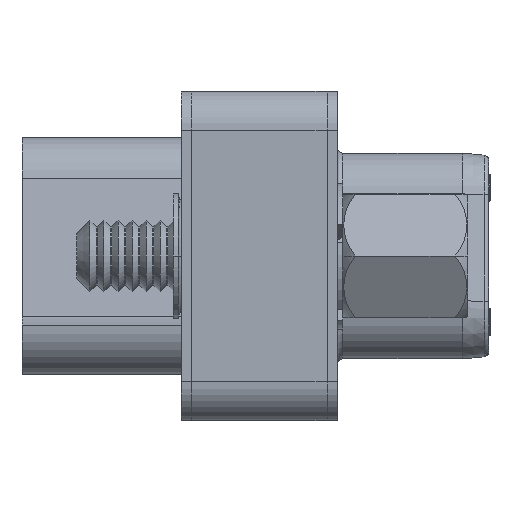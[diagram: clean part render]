
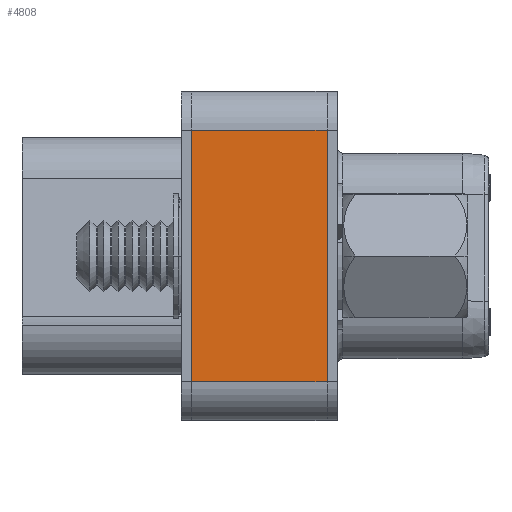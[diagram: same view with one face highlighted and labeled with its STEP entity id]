
A CAD part, left-side view. The second image highlights one B-rep face of the part: STEP entity #4808.
In plain terms, the highlighted planar face has unit normal (-1, 0, 0).
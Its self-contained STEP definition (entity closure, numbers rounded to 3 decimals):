
#529 = VECTOR ( 'NONE', #34091, 1000. ) ;
#553 = CARTESIAN_POINT ( 'NONE',  ( -26.675, 2.6, 4.825 ) ) ;
#954 = LINE ( 'NONE', #35772, #34296 ) ;
#1540 = ORIENTED_EDGE ( 'NONE', *, *, #16611, .F. ) ;
#3498 = VERTEX_POINT ( 'NONE', #17093 ) ;
#3615 = VERTEX_POINT ( 'NONE', #21213 ) ;
#4418 = VECTOR ( 'NONE', #18176, 1000. ) ;
#4808 = ADVANCED_FACE ( 'NONE', ( #26425 ), #21643, .F. ) ;
#6559 = ORIENTED_EDGE ( 'NONE', *, *, #17815, .F. ) ;
#9573 = LINE ( 'NONE', #553, #529 ) ;
#12510 = DIRECTION ( 'NONE',  ( 0., 0., 1. ) ) ;
#13556 = VERTEX_POINT ( 'NONE', #28044 ) ;
#15197 = ORIENTED_EDGE ( 'NONE', *, *, #23166, .T. ) ;
#15386 = CARTESIAN_POINT ( 'NONE',  ( -26.675, 2.6, 4.825 ) ) ;
#16606 = DIRECTION ( 'NONE',  ( 0., 0., -1. ) ) ;
#16611 = EDGE_CURVE ( 'NONE', #37508, #3498, #31058, .T. ) ;
#16740 = DIRECTION ( 'NONE',  ( 1., 0., 0. ) ) ;
#17093 = CARTESIAN_POINT ( 'NONE',  ( -26.675, 2.6, 4.825 ) ) ;
#17391 = CARTESIAN_POINT ( 'NONE',  ( -26.675, 2.6, 4.825 ) ) ;
#17550 = DIRECTION ( 'NONE',  ( 0., -1., 0. ) ) ;
#17815 = EDGE_CURVE ( 'NONE', #3498, #3615, #9573, .T. ) ;
#18176 = DIRECTION ( 'NONE',  ( 0., 0., 1. ) ) ;
#19223 = EDGE_LOOP ( 'NONE', ( #15197, #6559, #1540, #26401 ) ) ;
#21213 = CARTESIAN_POINT ( 'NONE',  ( -26.675, -2.6, 4.825 ) ) ;
#21263 = CARTESIAN_POINT ( 'NONE',  ( -26.675, -2.6, 4.825 ) ) ;
#21643 = PLANE ( 'NONE',  #32379 ) ;
#23002 = VECTOR ( 'NONE', #12510, 1000. ) ;
#23166 = EDGE_CURVE ( 'NONE', #13556, #3615, #34872, .T. ) ;
#26401 = ORIENTED_EDGE ( 'NONE', *, *, #33681, .T. ) ;
#26425 = FACE_OUTER_BOUND ( 'NONE', #19223, .T. ) ;
#28044 = CARTESIAN_POINT ( 'NONE',  ( -26.675, -2.6, -4.825 ) ) ;
#31058 = LINE ( 'NONE', #15386, #23002 ) ;
#32379 = AXIS2_PLACEMENT_3D ( 'NONE', #17391, #16740, #16606 ) ;
#33681 = EDGE_CURVE ( 'NONE', #37508, #13556, #954, .T. ) ;
#34091 = DIRECTION ( 'NONE',  ( 0., -1., 0. ) ) ;
#34296 = VECTOR ( 'NONE', #17550, 1000. ) ;
#34872 = LINE ( 'NONE', #21263, #4418 ) ;
#35486 = CARTESIAN_POINT ( 'NONE',  ( -26.675, 2.6, -4.825 ) ) ;
#35772 = CARTESIAN_POINT ( 'NONE',  ( -26.675, 2.6, -4.825 ) ) ;
#37508 = VERTEX_POINT ( 'NONE', #35486 ) ;
